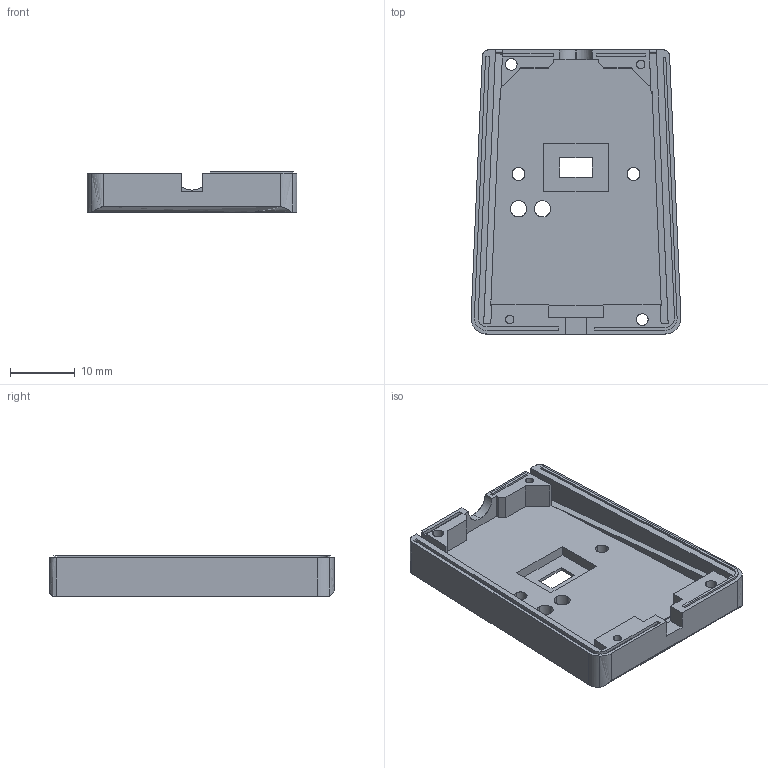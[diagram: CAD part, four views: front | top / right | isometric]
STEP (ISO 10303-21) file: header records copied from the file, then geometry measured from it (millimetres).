
FILE_DESCRIPTION((''), '2;1');
FILE_NAME( 'output_file', '2009-06-07T17:44:47-07:00', (''), (''), 'SolveSpace', '', '');
FILE_SCHEMA (('CONFIG_CONTROL_DESIGN'));
Length unit declared in the file: millimetre
Products named in the file (1): 1
Bounding box: 32.5 x 44 x 6.3 mm (x, y, z)
Surface area: 4403.3 mm2 (no closed solid volume)
Topology: 0 solids, 141 shells, 141 faces, 788 edges, 788 vertices
Faces by surface type: bspline 141
Entity records: 7553 total; most frequent: CARTESIAN_POINT 3297, VERTEX_POINT 788, EDGE_CURVE 788, ORIENTED_EDGE 788, EDGE_LOOP 162, FACE_OUTER_BOUND 141, ADVANCED_FACE 141, COLOUR_RGB 141
